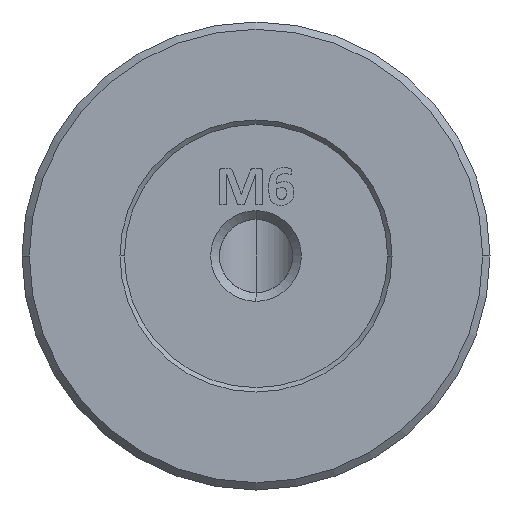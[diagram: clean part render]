
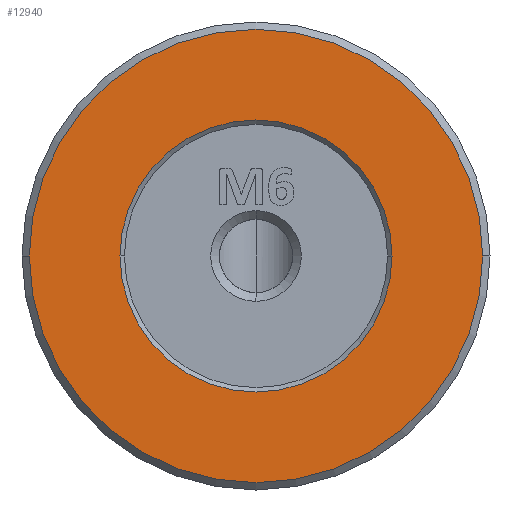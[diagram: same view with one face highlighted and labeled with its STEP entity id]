
A CAD part, left-side view. The second image highlights one B-rep face of the part: STEP entity #12940.
In plain terms, the highlighted planar face has unit normal (-1, 0, 0).
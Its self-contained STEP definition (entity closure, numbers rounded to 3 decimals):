
#451 = CARTESIAN_POINT ( 'NONE',  ( -21.047, 16.06, 0. ) ) ;
#2115 = DIRECTION ( 'NONE',  ( 0., -1., 0. ) ) ;
#2319 = DIRECTION ( 'NONE',  ( 0., -1., 0. ) ) ;
#3500 = AXIS2_PLACEMENT_3D ( 'NONE', #24798, #5129, #25209 ) ;
#4897 = EDGE_CURVE ( 'NONE', #8447, #20134, #19494, .T. ) ;
#5129 = DIRECTION ( 'NONE',  ( -1., 0., 0. ) ) ;
#5657 = ORIENTED_EDGE ( 'NONE', *, *, #14401, .T. ) ;
#6133 = AXIS2_PLACEMENT_3D ( 'NONE', #11715, #14144, #6959 ) ;
#6421 = CARTESIAN_POINT ( 'NONE',  ( -21.047, 9.86, 0. ) ) ;
#6482 = CARTESIAN_POINT ( 'NONE',  ( -21.047, 0.56, 0. ) ) ;
#6733 = DIRECTION ( 'NONE',  ( -1., 0., 0. ) ) ;
#6933 = EDGE_CURVE ( 'NONE', #20134, #8447, #23288, .T. ) ;
#6959 = DIRECTION ( 'NONE',  ( 0., 1., 0. ) ) ;
#7771 = VERTEX_POINT ( 'NONE', #28269 ) ;
#8056 = AXIS2_PLACEMENT_3D ( 'NONE', #11152, #22172, #19909 ) ;
#8447 = VERTEX_POINT ( 'NONE', #14456 ) ;
#11152 = CARTESIAN_POINT ( 'NONE',  ( -21.047, 0.56, 0. ) ) ;
#11162 = AXIS2_PLACEMENT_3D ( 'NONE', #24382, #6733, #2115 ) ;
#11573 = PLANE ( 'NONE',  #6133 ) ;
#11715 = CARTESIAN_POINT ( 'NONE',  ( -21.047, 0.56, 0. ) ) ;
#12791 = EDGE_LOOP ( 'NONE', ( #5657, #27183 ) ) ;
#12940 = ADVANCED_FACE ( 'NONE', ( #16277, #17884 ), #11573, .T. ) ;
#14144 = DIRECTION ( 'NONE',  ( -1., 0., 0. ) ) ;
#14401 = EDGE_CURVE ( 'NONE', #20873, #7771, #21655, .T. ) ;
#14456 = CARTESIAN_POINT ( 'NONE',  ( -21.047, -8.74, 0. ) ) ;
#16277 = FACE_BOUND ( 'NONE', #17858, .T. ) ;
#17858 = EDGE_LOOP ( 'NONE', ( #19033, #26823 ) ) ;
#17884 = FACE_OUTER_BOUND ( 'NONE', #12791, .T. ) ;
#19033 = ORIENTED_EDGE ( 'NONE', *, *, #4897, .T. ) ;
#19265 = DIRECTION ( 'NONE',  ( 1., 0., 0. ) ) ;
#19494 = CIRCLE ( 'NONE', #8056, 9.3 ) ;
#19909 = DIRECTION ( 'NONE',  ( 0., -1., 0. ) ) ;
#20134 = VERTEX_POINT ( 'NONE', #6421 ) ;
#20360 = EDGE_CURVE ( 'NONE', #7771, #20873, #25043, .T. ) ;
#20873 = VERTEX_POINT ( 'NONE', #451 ) ;
#21655 = CIRCLE ( 'NONE', #11162, 15.5 ) ;
#22172 = DIRECTION ( 'NONE',  ( 1., 0., 0. ) ) ;
#23288 = CIRCLE ( 'NONE', #25604, 9.3 ) ;
#24382 = CARTESIAN_POINT ( 'NONE',  ( -21.047, 0.56, 0. ) ) ;
#24798 = CARTESIAN_POINT ( 'NONE',  ( -21.047, 0.56, 0. ) ) ;
#25043 = CIRCLE ( 'NONE', #3500, 15.5 ) ;
#25209 = DIRECTION ( 'NONE',  ( 0., -1., 0. ) ) ;
#25604 = AXIS2_PLACEMENT_3D ( 'NONE', #6482, #19265, #2319 ) ;
#26823 = ORIENTED_EDGE ( 'NONE', *, *, #6933, .T. ) ;
#27183 = ORIENTED_EDGE ( 'NONE', *, *, #20360, .T. ) ;
#28269 = CARTESIAN_POINT ( 'NONE',  ( -21.047, -14.94, 0. ) ) ;
